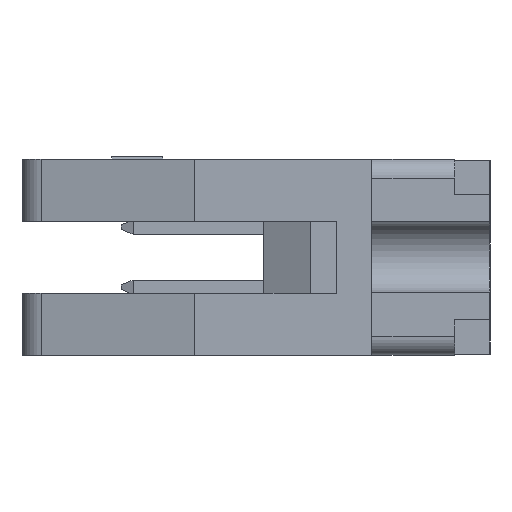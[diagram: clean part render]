
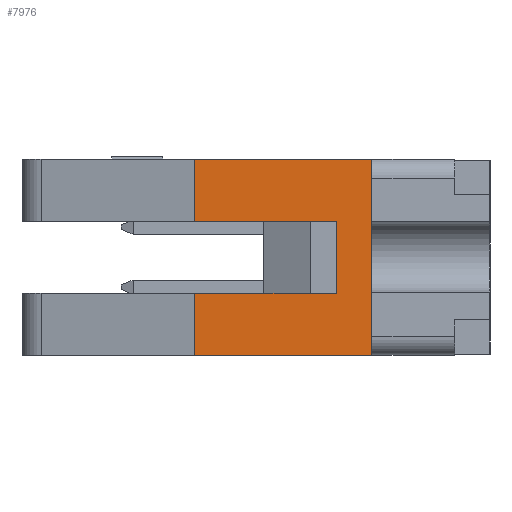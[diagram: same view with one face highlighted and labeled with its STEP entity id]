
A CAD part, left-side view. The second image highlights one B-rep face of the part: STEP entity #7976.
In plain terms, the highlighted planar face has unit normal (-1, 0, 0).
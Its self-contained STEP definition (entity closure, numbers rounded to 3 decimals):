
#5375=CARTESIAN_POINT('',(-41.35,-4.9,-4.15));
#5376=VERTEX_POINT('',#5375);
#5383=CARTESIAN_POINT('',(-41.35,2.6,-4.15));
#5384=VERTEX_POINT('',#5383);
#5385=CARTESIAN_POINT('',(-41.35,-4.9,-4.15));
#5386=DIRECTION('',(0.,1.,0.));
#5387=VECTOR('',#5386,7.5);
#5388=LINE('',#5385,#5387);
#5389=EDGE_CURVE('',#5376,#5384,#5388,.T.);
#7664=CARTESIAN_POINT('',(-41.35,2.6,4.15));
#7665=VERTEX_POINT('',#7664);
#7666=CARTESIAN_POINT('',(-41.35,-4.9,4.15));
#7667=VERTEX_POINT('',#7666);
#7668=CARTESIAN_POINT('',(-41.35,2.6,4.15));
#7669=DIRECTION('',(0.,-1.,0.));
#7670=VECTOR('',#7669,7.5);
#7671=LINE('',#7668,#7670);
#7672=EDGE_CURVE('',#7665,#7667,#7671,.T.);
#7923=CARTESIAN_POINT('',(-41.35,9.9,-4.15));
#7924=DIRECTION('',(0.,0.,1.));
#7925=DIRECTION('',(-1.,0.,0.));
#7926=AXIS2_PLACEMENT_3D('',#7923,#7925,#7924);
#7927=PLANE('',#7926);
#7928=CARTESIAN_POINT('',(-41.35,-3.4,1.525));
#7929=VERTEX_POINT('',#7928);
#7930=CARTESIAN_POINT('',(-41.35,-3.4,-1.525));
#7931=VERTEX_POINT('',#7930);
#7932=CARTESIAN_POINT('',(-41.35,-3.4,1.525));
#7933=DIRECTION('',(0.,0.,-1.));
#7934=VECTOR('',#7933,3.05);
#7935=LINE('',#7932,#7934);
#7936=EDGE_CURVE('',#7929,#7931,#7935,.T.);
#7937=ORIENTED_EDGE('',*,*,#7936,.T.);
#7938=CARTESIAN_POINT('',(-41.35,2.6,-1.525));
#7939=VERTEX_POINT('',#7938);
#7940=CARTESIAN_POINT('',(-41.35,-3.4,-1.525));
#7941=DIRECTION('',(0.,1.,0.));
#7942=VECTOR('',#7941,6.);
#7943=LINE('',#7940,#7942);
#7944=EDGE_CURVE('',#7931,#7939,#7943,.T.);
#7945=ORIENTED_EDGE('',*,*,#7944,.T.);
#7946=CARTESIAN_POINT('',(-41.35,2.6,-1.525));
#7947=DIRECTION('',(0.,0.,-1.));
#7948=VECTOR('',#7947,2.625);
#7949=LINE('',#7946,#7948);
#7950=EDGE_CURVE('',#7939,#5384,#7949,.T.);
#7951=ORIENTED_EDGE('',*,*,#7950,.T.);
#7952=ORIENTED_EDGE('',*,*,#5389,.F.);
#7953=CARTESIAN_POINT('',(-41.35,-4.9,-4.15));
#7954=DIRECTION('',(0.,0.,1.));
#7955=VECTOR('',#7954,8.3);
#7956=LINE('',#7953,#7955);
#7957=EDGE_CURVE('',#5376,#7667,#7956,.T.);
#7958=ORIENTED_EDGE('',*,*,#7957,.T.);
#7959=ORIENTED_EDGE('',*,*,#7672,.F.);
#7960=CARTESIAN_POINT('',(-41.35,2.6,1.525));
#7961=VERTEX_POINT('',#7960);
#7962=CARTESIAN_POINT('',(-41.35,2.6,4.15));
#7963=DIRECTION('',(0.,0.,-1.));
#7964=VECTOR('',#7963,2.625);
#7965=LINE('',#7962,#7964);
#7966=EDGE_CURVE('',#7665,#7961,#7965,.T.);
#7967=ORIENTED_EDGE('',*,*,#7966,.T.);
#7968=CARTESIAN_POINT('',(-41.35,2.6,1.525));
#7969=DIRECTION('',(0.,-1.,0.));
#7970=VECTOR('',#7969,6.);
#7971=LINE('',#7968,#7970);
#7972=EDGE_CURVE('',#7961,#7929,#7971,.T.);
#7973=ORIENTED_EDGE('',*,*,#7972,.T.);
#7974=EDGE_LOOP('',(#7937,#7945,#7951,#7952,#7958,#7959,#7967,#7973));
#7975=FACE_OUTER_BOUND('',#7974,.T.);
#7976=ADVANCED_FACE('',(#7975),#7927,.T.);
